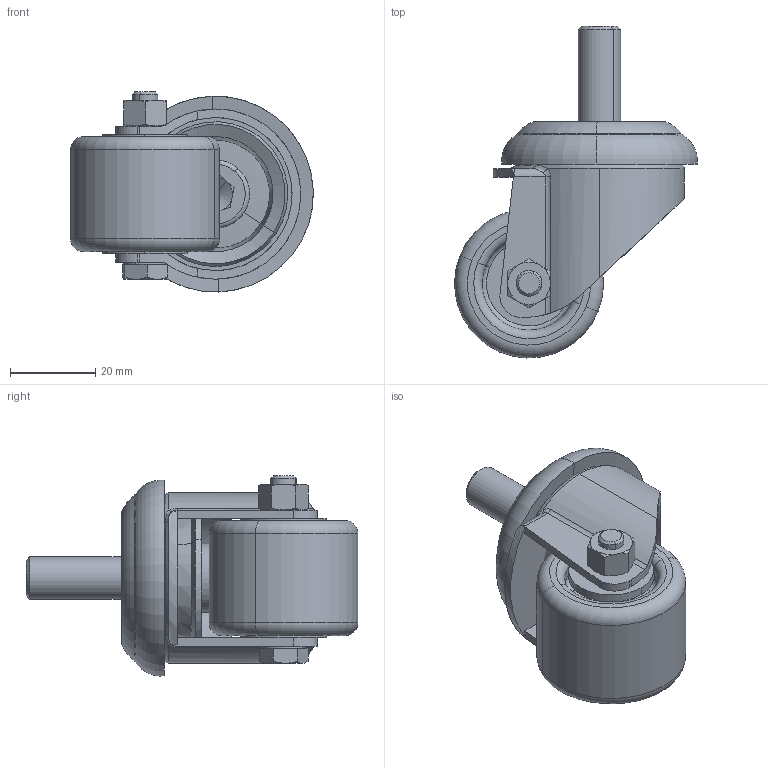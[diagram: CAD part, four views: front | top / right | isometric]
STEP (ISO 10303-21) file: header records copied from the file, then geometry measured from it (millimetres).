
FILE_DESCRIPTION (( 'STEP AP214' ), '1' );
FILE_NAME ('A310 Êîëåñî áåç òîðìîçà O35 Ì10õ25.STEP', '2019-05-23T12:19:09', ( 'Ïîëüçîâàòåëü Windows' ), ( '' ), 'SwSTEP 2.0', 'SolidWorks 2018', '' );
FILE_SCHEMA (( 'AUTOMOTIVE_DESIGN' ));
Length unit declared in the file: millimetre
Products named in the file (9): hex nut gradec_din_Hexagon Nut ISO 4034 - M6 - N; hex bolt gradeab_din_DIN EN 24014 - M6 x 40 x 18-N; socket head cap screw_din_DIN 912 M10 x 35 --- 35N; A310 Êîëåñî áåç òîðìîçà O35 Ì10õ25; ﾇ瓊頸濱00; 瓔螵00; 扻錼勷_00; Êðûøêà_00; 昢膼瘔膻嬅00
Assembly tree (9 placements, depth 2):
  A310 Êîëåñî áåç òîðìîçà O35 Ì10õ25
    昢膼瘔膻嬅00
    瓔螵00
    Êðûøêà_00
    扻錼勷_00
    ﾇ瓊頸濱00  x2
    hex bolt gradeab_din_DIN EN 24014 - M6 x 40 x 18-N
    hex nut gradec_din_Hexagon Nut ISO 4034 - M6 - N
    socket head cap screw_din_DIN 912 M10 x 35 --- 35N
Bounding box: 57.04 x 77.98 x 47.01 mm (x, y, z)
Volume: 44407.4 mm3; surface area: 25634.9 mm2
Topology: 9 solids, 9 shells, 204 faces, 455 edges, 271 vertices
Faces by surface type: plane 66, cylinder 53, cone 42, torus 36, bspline 7
Entity records: 6635 total; most frequent: CARTESIAN_POINT 1799, DIRECTION 972, ORIENTED_EDGE 882, EDGE_CURVE 441, AXIS2_PLACEMENT_3D 410, VERTEX_POINT 263, EDGE_LOOP 218, CIRCLE 207
